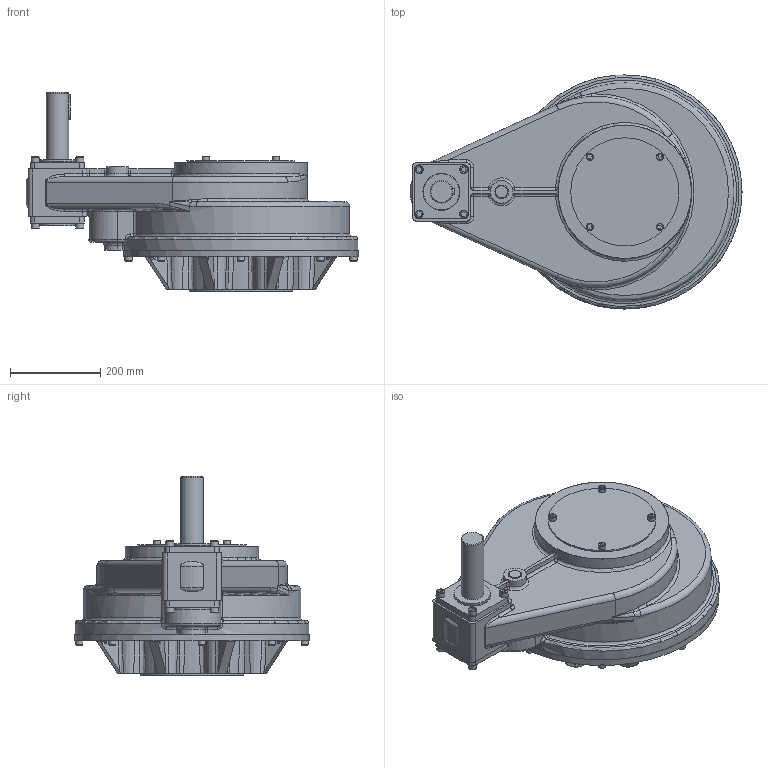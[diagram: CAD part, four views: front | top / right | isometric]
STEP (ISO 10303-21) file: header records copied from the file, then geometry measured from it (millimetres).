
FILE_DESCRIPTION( ( 'Unknown' ), '1' );
FILE_NAME( 'PUBIS12-MAN-F30_simplified.stp', 'Unknown', ( 'Unknown' ), ( 'Unknown' ), 'PSStep 15.0.49', 'Unknown', ' ' );
FILE_SCHEMA( ( 'AUTOMOTIVE_DESIGN { 1 0 10303 214 1 1 1 1 }' ) );
Length unit declared in the file: millimetre
Products named in the file (31): 1; 2; 3; 4; 5; 6; 7; 8; 9; 10; 11; 12; 13; 14; 15; 16; 17; 18; 19; 20; 21; 22; 23; 24; 25; 26; 27; 28; 29; 30; 31
Bounding box: 736.7 x 520 x 442.2 mm (x, y, z)
Surface area: 1356094.5 mm2 (no closed solid volume)
Topology: 0 solids, 761 shells, 761 faces, 3577 edges, 3431 vertices
Faces by surface type: plane 264, cylinder 174, bspline 101, torus 96, cone 66, sphere 60
Full cylindrical faces by diameter (mm): 16 x12, 17.5 x8, 18 x8, 39.95 x1, 50 x2, 80 x2, 130.175 x1, 229.95 x1, 239.95 x1, 240 x1, 296 x1, 468 x1, 520 x1
Entity records: 58703 total; most frequent: CARTESIAN_POINT 26615, DIRECTION 5458, VERTEX_POINT 3396, ORIENTED_EDGE 3388, EDGE_CURVE 3388, AXIS2_PLACEMENT_3D 2045, LINE 1368, VECTOR 1368
